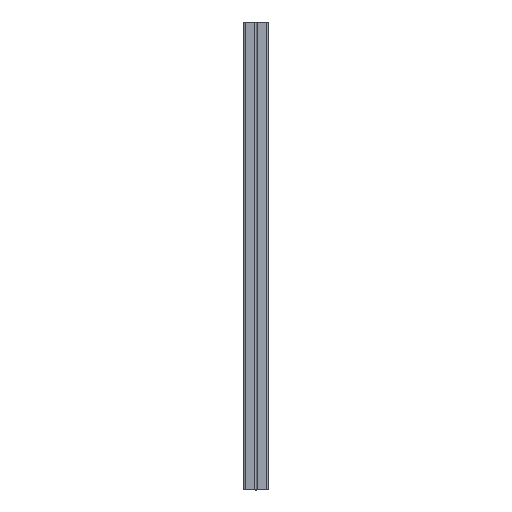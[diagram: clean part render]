
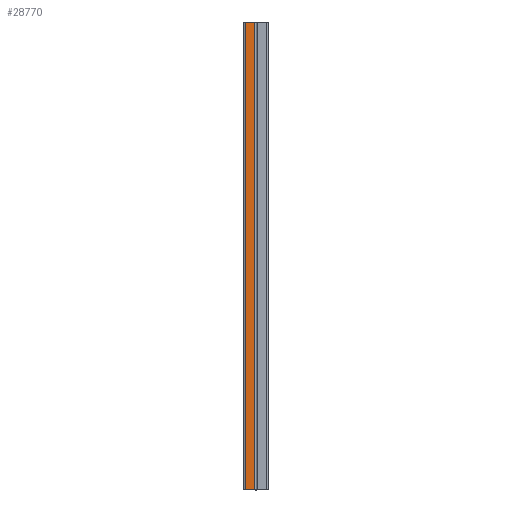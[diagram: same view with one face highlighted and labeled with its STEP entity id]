
A CAD part, left-side view. The second image highlights one B-rep face of the part: STEP entity #28770.
In plain terms, the highlighted planar face has unit normal (-1, 0, 0).
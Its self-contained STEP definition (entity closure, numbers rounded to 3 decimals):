
#543 = CARTESIAN_POINT ( 'NONE',  ( -20.5, 0., -800. ) ) ;
#3848 = VERTEX_POINT ( 'NONE', #29601 ) ;
#3992 = DIRECTION ( 'NONE',  ( 0., 0., 1. ) ) ;
#4451 = CARTESIAN_POINT ( 'NONE',  ( -20.5, 2.25, -400. ) ) ;
#4774 = DIRECTION ( 'NONE',  ( 0., 0., 1. ) ) ;
#5188 = CARTESIAN_POINT ( 'NONE',  ( -20.5, 18.75, 0. ) ) ;
#9470 = LINE ( 'NONE', #15381, #13905 ) ;
#10183 = LINE ( 'NONE', #24903, #38108 ) ;
#11277 = EDGE_CURVE ( 'NONE', #15821, #3848, #13922, .T. ) ;
#13517 = DIRECTION ( 'NONE',  ( 0., 0., -1. ) ) ;
#13905 = VECTOR ( 'NONE', #29591, 1000. ) ;
#13922 = LINE ( 'NONE', #4451, #38561 ) ;
#14581 = DIRECTION ( 'NONE',  ( 1., 0., 0. ) ) ;
#15337 = ORIENTED_EDGE ( 'NONE', *, *, #41233, .F. ) ;
#15381 = CARTESIAN_POINT ( 'NONE',  ( -20.5, 0., 0. ) ) ;
#15821 = VERTEX_POINT ( 'NONE', #30943 ) ;
#17061 = ORIENTED_EDGE ( 'NONE', *, *, #11277, .T. ) ;
#21389 = VERTEX_POINT ( 'NONE', #23140 ) ;
#23127 = EDGE_CURVE ( 'NONE', #3848, #25483, #9470, .T. ) ;
#23140 = CARTESIAN_POINT ( 'NONE',  ( -20.5, 18.75, -800. ) ) ;
#24529 = DIRECTION ( 'NONE',  ( 0., 1., 0. ) ) ;
#24903 = CARTESIAN_POINT ( 'NONE',  ( -20.5, 18.75, -400. ) ) ;
#25483 = VERTEX_POINT ( 'NONE', #5188 ) ;
#26046 = AXIS2_PLACEMENT_3D ( 'NONE', #34483, #14581, #13517 ) ;
#28770 = ADVANCED_FACE ( 'NONE', ( #33104 ), #34625, .F. ) ;
#29591 = DIRECTION ( 'NONE',  ( 0., 1., 0. ) ) ;
#29601 = CARTESIAN_POINT ( 'NONE',  ( -20.5, 2.25, 0. ) ) ;
#30943 = CARTESIAN_POINT ( 'NONE',  ( -20.5, 2.25, -800. ) ) ;
#33104 = FACE_OUTER_BOUND ( 'NONE', #44835, .T. ) ;
#34483 = CARTESIAN_POINT ( 'NONE',  ( -20.5, 0., -400. ) ) ;
#34625 = PLANE ( 'NONE',  #26046 ) ;
#35980 = ORIENTED_EDGE ( 'NONE', *, *, #36865, .F. ) ;
#36675 = VECTOR ( 'NONE', #24529, 1000. ) ;
#36865 = EDGE_CURVE ( 'NONE', #15821, #21389, #38875, .T. ) ;
#38108 = VECTOR ( 'NONE', #3992, 1000. ) ;
#38490 = ORIENTED_EDGE ( 'NONE', *, *, #23127, .T. ) ;
#38561 = VECTOR ( 'NONE', #4774, 1000. ) ;
#38875 = LINE ( 'NONE', #543, #36675 ) ;
#41233 = EDGE_CURVE ( 'NONE', #21389, #25483, #10183, .T. ) ;
#44835 = EDGE_LOOP ( 'NONE', ( #38490, #15337, #35980, #17061 ) ) ;
